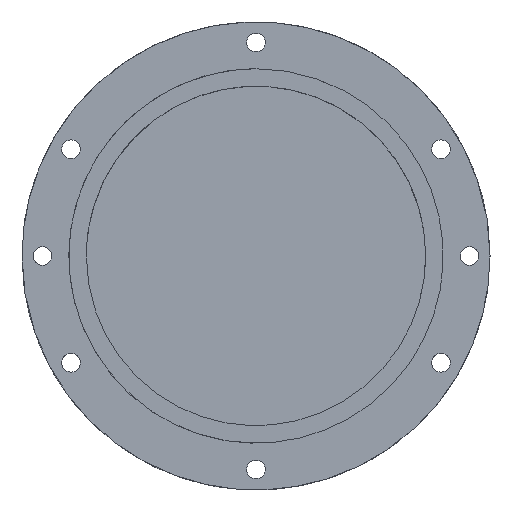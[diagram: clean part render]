
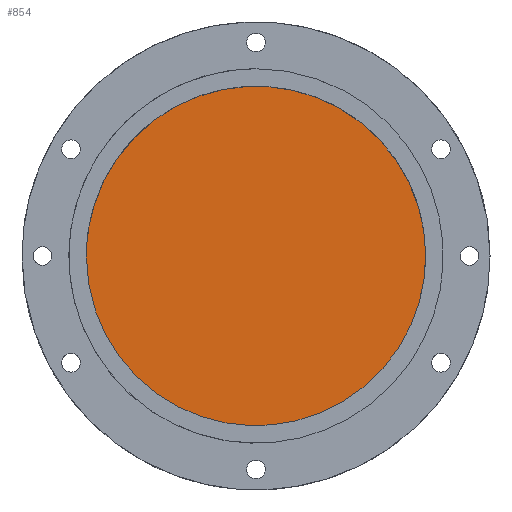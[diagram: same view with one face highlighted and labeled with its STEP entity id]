
A CAD part, top view. The second image highlights one B-rep face of the part: STEP entity #854.
In plain terms, the highlighted free-form (B-spline) face has degree [1, 1] with [2, 2] control points.
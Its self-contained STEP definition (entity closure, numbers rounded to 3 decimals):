
#565 = EDGE_CURVE('',#566,#566,#568,.T.);
#566 = VERTEX_POINT('',#567);
#567 = CARTESIAN_POINT('',(-106.299,-14.45,8.));
#568 = ( BOUNDED_CURVE() B_SPLINE_CURVE(2,(#569,#570,#571,#572,#573,#574
,#575,#576,#577),.UNSPECIFIED.,.T.,.F.) B_SPLINE_CURVE_WITH_KNOTS((3,2,2
    ,2,3),(-3.142,-1.571,0.,1.571,
3.142),.UNSPECIFIED.) CURVE() GEOMETRIC_REPRESENTATION_ITEM() 
RATIONAL_B_SPLINE_CURVE((1.,0.707,1.,0.707,1.,
0.707,1.,0.707,1.)) REPRESENTATION_ITEM('') );
#569 = CARTESIAN_POINT('',(-106.299,-14.45,8.));
#570 = CARTESIAN_POINT('',(-106.299,-43.45,8.));
#571 = CARTESIAN_POINT('',(-77.299,-43.45,8.));
#572 = CARTESIAN_POINT('',(-48.299,-43.45,8.));
#573 = CARTESIAN_POINT('',(-48.299,-14.45,8.));
#574 = CARTESIAN_POINT('',(-48.299,14.55,8.));
#575 = CARTESIAN_POINT('',(-77.299,14.55,8.));
#576 = CARTESIAN_POINT('',(-106.299,14.55,8.));
#577 = CARTESIAN_POINT('',(-106.299,-14.45,8.));
#854 = ADVANCED_FACE('',(#855),#858,.T.);
#855 = FACE_BOUND('',#856,.T.);
#856 = EDGE_LOOP('',(#857));
#857 = ORIENTED_EDGE('',*,*,#565,.T.);
#858 = B_SPLINE_SURFACE_WITH_KNOTS('',1,1,(
    (#859,#860)
    ,(#861,#862
  )),.UNSPECIFIED.,.F.,.F.,.F.,(2,2),(2,2),(-29.001,29.001),(-29.001,
    29.001),.PIECEWISE_BEZIER_KNOTS.);
#859 = CARTESIAN_POINT('',(-106.3,-43.451,8.));
#860 = CARTESIAN_POINT('',(-106.3,14.551,8.));
#861 = CARTESIAN_POINT('',(-48.298,-43.451,8.));
#862 = CARTESIAN_POINT('',(-48.298,14.551,8.));
